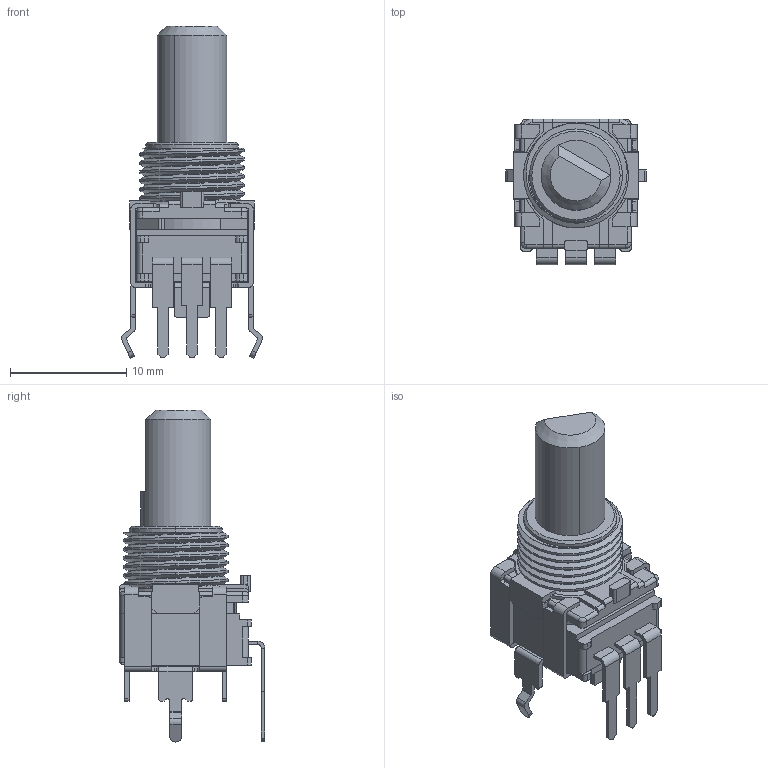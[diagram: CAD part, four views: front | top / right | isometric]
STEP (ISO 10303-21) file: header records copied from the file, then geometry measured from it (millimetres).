
FILE_DESCRIPTION (( 'STEP AP214' ), '1' );
FILE_NAME ('RK09L1140A5P.STEP', '2012-01-19T07:25:21', ( '' ), ( '' ), 'SwSTEP 2.0', 'SolidWorks 2010', '' );
FILE_SCHEMA (( 'AUTOMOTIVE_DESIGN' ));
Length unit declared in the file: millimetre
Products named in the file (1): RK09L1140A5P
Bounding box: 12.1 x 12.5 x 28.5 mm (x, y, z)
Volume: 1322.8 mm3; surface area: 1363.3 mm2
Topology: 1 solids, 1 shells, 420 faces, 1183 edges, 763 vertices
Faces by surface type: plane 251, cylinder 155, bspline 7, torus 4, cone 3
Entity records: 20313 total; most frequent: CARTESIAN_POINT 4732, ORIENTED_EDGE 2366, DIRECTION 2246, EDGE_CURVE 1183, LINE 818, VECTOR 818, VERTEX_POINT 763, AXIS2_PLACEMENT_3D 714
